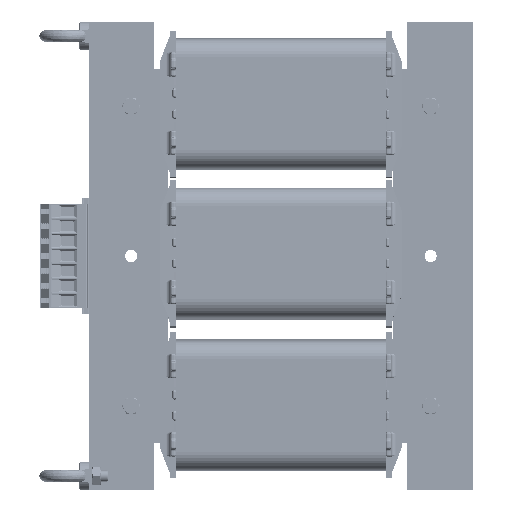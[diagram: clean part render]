
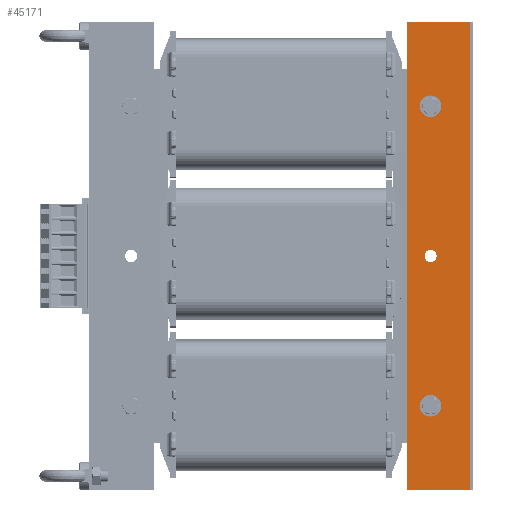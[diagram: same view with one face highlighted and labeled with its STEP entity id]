
A CAD part, front view. The second image highlights one B-rep face of the part: STEP entity #45171.
In plain terms, the highlighted face is planar.
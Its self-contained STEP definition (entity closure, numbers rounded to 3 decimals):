
#3498=FACE_BOUND('',#8639,.T.);
#3499=FACE_BOUND('',#8640,.T.);
#3500=FACE_BOUND('',#8641,.T.);
#3567=CIRCLE('',#48063,6.5);
#3578=CIRCLE('',#48088,6.5);
#3579=CIRCLE('',#48090,6.5);
#6057=FACE_OUTER_BOUND('',#8638,.T.);
#8638=EDGE_LOOP('',(#30846,#30847,#30848,#30849));
#8639=EDGE_LOOP('',(#30850));
#8640=EDGE_LOOP('',(#30851));
#8641=EDGE_LOOP('',(#30852));
#11274=LINE('',#65585,#15705);
#11277=LINE('',#65591,#15708);
#11282=LINE('',#65610,#15713);
#11284=LINE('',#65613,#15715);
#15705=VECTOR('',#52519,10.);
#15708=VECTOR('',#52524,10.);
#15713=VECTOR('',#52545,10.);
#15715=VECTOR('',#52549,10.);
#20113=VERTEX_POINT('',#65530);
#20127=VERTEX_POINT('',#65570);
#20128=VERTEX_POINT('',#65574);
#20131=VERTEX_POINT('',#65589);
#20135=VERTEX_POINT('',#65601);
#20136=VERTEX_POINT('',#65605);
#20137=VERTEX_POINT('',#65609);
#24180=EDGE_CURVE('',#20113,#20113,#3567,.T.);
#24206=EDGE_CURVE('',#20127,#20128,#11274,.T.);
#24209=EDGE_CURVE('',#20131,#20128,#11277,.T.);
#24215=EDGE_CURVE('',#20135,#20135,#3578,.T.);
#24217=EDGE_CURVE('',#20136,#20136,#3579,.T.);
#24218=EDGE_CURVE('',#20137,#20131,#11282,.T.);
#24220=EDGE_CURVE('',#20127,#20137,#11284,.T.);
#30846=ORIENTED_EDGE('',*,*,#24206,.T.);
#30847=ORIENTED_EDGE('',*,*,#24209,.F.);
#30848=ORIENTED_EDGE('',*,*,#24218,.F.);
#30849=ORIENTED_EDGE('',*,*,#24220,.F.);
#30850=ORIENTED_EDGE('',*,*,#24180,.T.);
#30851=ORIENTED_EDGE('',*,*,#24215,.T.);
#30852=ORIENTED_EDGE('',*,*,#24217,.T.);
#43754=PLANE('',#48093);
#45171=ADVANCED_FACE('',(#6057,#3498,#3499,#3500),#43754,.T.);
#48063=AXIS2_PLACEMENT_3D('',#65532,#52462,#52463);
#48088=AXIS2_PLACEMENT_3D('',#65603,#52536,#52537);
#48090=AXIS2_PLACEMENT_3D('',#65607,#52541,#52542);
#48093=AXIS2_PLACEMENT_3D('',#65614,#52550,#52551);
#52462=DIRECTION('center_axis',(0.,-1.,0.));
#52463=DIRECTION('ref_axis',(-1.,0.,0.));
#52519=DIRECTION('',(0.,0.,1.));
#52524=DIRECTION('',(-1.,0.,0.));
#52536=DIRECTION('center_axis',(0.,-1.,0.));
#52537=DIRECTION('ref_axis',(1.,0.,0.));
#52541=DIRECTION('center_axis',(0.,-1.,0.));
#52542=DIRECTION('ref_axis',(1.,0.,0.));
#52545=DIRECTION('',(0.,0.,1.));
#52549=DIRECTION('',(1.,0.,0.));
#52550=DIRECTION('center_axis',(0.,1.,0.));
#52551=DIRECTION('ref_axis',(0.,0.,1.));
#65530=CARTESIAN_POINT('',(-18.5,3.,410.));
#65532=CARTESIAN_POINT('Origin',(-25.,3.,410.));
#65570=CARTESIAN_POINT('',(-66.999,3.,0.));
#65574=CARTESIAN_POINT('',(-66.999,3.,500.));
#65585=CARTESIAN_POINT('',(-66.999,3.,375.));
#65589=CARTESIAN_POINT('',(0.,3.,500.));
#65591=CARTESIAN_POINT('',(-70.,3.,500.));
#65601=CARTESIAN_POINT('',(-31.5,3.,90.));
#65603=CARTESIAN_POINT('Origin',(-25.,3.,90.));
#65605=CARTESIAN_POINT('',(-31.5,3.,250.));
#65607=CARTESIAN_POINT('Origin',(-25.,3.,250.));
#65609=CARTESIAN_POINT('',(0.,3.,0.));
#65610=CARTESIAN_POINT('',(0.,3.,500.));
#65613=CARTESIAN_POINT('',(0.,3.,0.));
#65614=CARTESIAN_POINT('Origin',(-35.,3.,250.));
